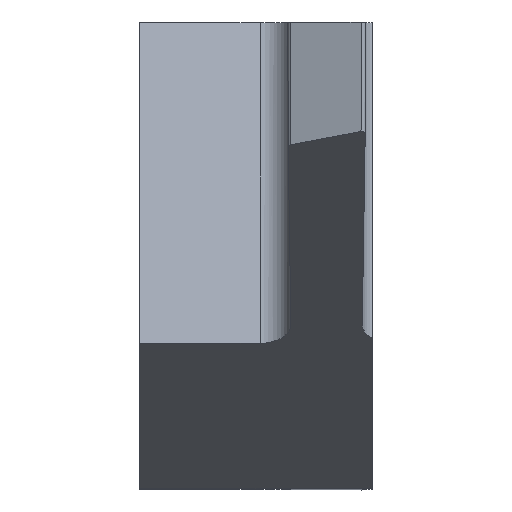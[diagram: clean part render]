
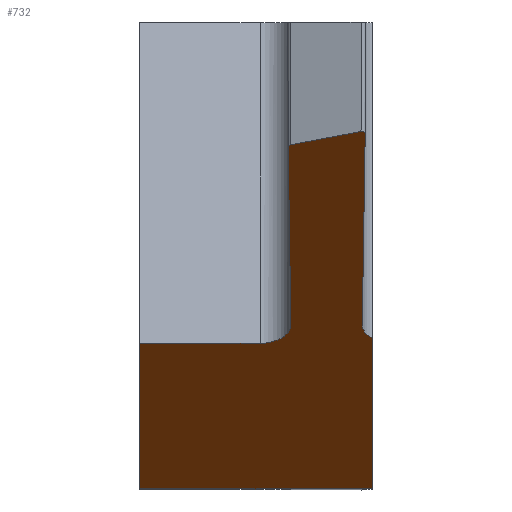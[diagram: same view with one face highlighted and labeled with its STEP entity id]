
A CAD part, top view. The second image highlights one B-rep face of the part: STEP entity #732.
In plain terms, the highlighted planar face has unit normal (0, -0.819, 0.574).
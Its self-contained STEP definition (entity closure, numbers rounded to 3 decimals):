
#2 = DIRECTION ( 'NONE',  ( 0.009, 0.574, 0.819 ) ) ;
#7 = CARTESIAN_POINT ( 'NONE',  ( 2.91, 1.824, 7.835 ) ) ;
#27 = ORIENTED_EDGE ( 'NONE', *, *, #213, .T. ) ;
#29 = EDGE_CURVE ( 'NONE', #683, #693, #55, .T. ) ;
#34 = ORIENTED_EDGE ( 'NONE', *, *, #426, .T. ) ;
#47 = VECTOR ( 'NONE', #626, 1000. ) ;
#49 = CARTESIAN_POINT ( 'NONE',  ( 1.947, 1.419, 7.257 ) ) ;
#55 = LINE ( 'NONE', #678, #406 ) ;
#56 = ORIENTED_EDGE ( 'NONE', *, *, #397, .T. ) ;
#61 = EDGE_CURVE ( 'NONE', #379, #576, #671, .T. ) ;
#63 = CARTESIAN_POINT ( 'NONE',  ( 3., 1.824, 7.835 ) ) ;
#82 = VECTOR ( 'NONE', #457, 1000. ) ;
#83 = CARTESIAN_POINT ( 'NONE',  ( 3., -1.069, 3.703 ) ) ;
#92 = ORIENTED_EDGE ( 'NONE', *, *, #360, .T. ) ;
#128 = CARTESIAN_POINT ( 'NONE',  ( 1.553, -1.131, 3.616 ) ) ;
#137 = CARTESIAN_POINT ( 'NONE',  ( 2.869, -0.889, 3.96 ) ) ;
#146 = VERTEX_POINT ( 'NONE', #83 ) ;
#163 = CARTESIAN_POINT ( 'NONE',  ( 2.869, -0.889, 3.96 ) ) ;
#168 = CARTESIAN_POINT ( 'NONE',  ( 1.914, 1.4, 7.229 ) ) ;
#187 = CARTESIAN_POINT ( 'NONE',  ( 1.952, -1.029, 3.761 ) ) ;
#210 = VERTEX_POINT ( 'NONE', #270 ) ;
#213 = EDGE_CURVE ( 'NONE', #693, #366, #518, .T. ) ;
#214 = CARTESIAN_POINT ( 'NONE',  ( 2.896, 1.585, 7.494 ) ) ;
#217 = EDGE_LOOP ( 'NONE', ( #34, #739, #27, #392, #672, #454, #56, #300, #578, #92, #277 ) ) ;
#224 = DIRECTION ( 'NONE',  ( 0., 0.819, -0.574 ) ) ;
#228 = CARTESIAN_POINT ( 'NONE',  ( 2.906, 1.568, 7.469 ) ) ;
#230 =( BOUNDED_CURVE ( )  B_SPLINE_CURVE ( 3, ( #759, #214, #529, #763 ),
 .UNSPECIFIED., .F., .F. ) 
 B_SPLINE_CURVE_WITH_KNOTS ( ( 4, 4 ),
 ( 1.968, 3.403 ),
 .UNSPECIFIED. ) 
 CURVE ( )  GEOMETRIC_REPRESENTATION_ITEM ( )  RATIONAL_B_SPLINE_CURVE ( ( 1., 0.836, 0.836, 1. ) ) 
 REPRESENTATION_ITEM ( '' )  );
#260 =( BOUNDED_CURVE ( )  B_SPLINE_CURVE ( 3, ( #49, #771, #476, #168 ),
 .UNSPECIFIED., .F., .F. ) 
 B_SPLINE_CURVE_WITH_KNOTS ( ( 4, 4 ),
 ( 3.403, 4.292 ),
 .UNSPECIFIED. ) 
 CURVE ( )  GEOMETRIC_REPRESENTATION_ITEM ( )  RATIONAL_B_SPLINE_CURVE ( ( 1., 0.935, 0.935, 1. ) ) 
 REPRESENTATION_ITEM ( '' )  );
#270 = CARTESIAN_POINT ( 'NONE',  ( 1.949, -0.889, 3.961 ) ) ;
#277 = ORIENTED_EDGE ( 'NONE', *, *, #537, .T. ) ;
#285 = PLANE ( 'NONE',  #407 ) ;
#290 = CARTESIAN_POINT ( 'NONE',  ( 1.914, 1.4, 7.229 ) ) ;
#300 = ORIENTED_EDGE ( 'NONE', *, *, #702, .T. ) ;
#302 = CARTESIAN_POINT ( 'NONE',  ( 2.852, 1.589, 7.5 ) ) ;
#303 = DIRECTION ( 'NONE',  ( -1., -0.005, -0.007 ) ) ;
#325 = VECTOR ( 'NONE', #2, 1000. ) ;
#343 = EDGE_CURVE ( 'NONE', #146, #561, #563, .T. ) ;
#359 = DIRECTION ( 'NONE',  ( -1., 0., 0. ) ) ;
#360 = EDGE_CURVE ( 'NONE', #576, #690, #260, .T. ) ;
#366 = VERTEX_POINT ( 'NONE', #594 ) ;
#368 = LINE ( 'NONE', #663, #694 ) ;
#369 = DIRECTION ( 'NONE',  ( -0.95, -0.178, -0.255 ) ) ;
#379 = VERTEX_POINT ( 'NONE', #302 ) ;
#382 = CARTESIAN_POINT ( 'NONE',  ( 1.947, 1.419, 7.257 ) ) ;
#392 = ORIENTED_EDGE ( 'NONE', *, *, #444, .F. ) ;
#397 = EDGE_CURVE ( 'NONE', #561, #709, #540, .T. ) ;
#406 = VECTOR ( 'NONE', #303, 1000. ) ;
#407 = AXIS2_PLACEMENT_3D ( 'NONE', #767, #224, #472 ) ;
#416 = VECTOR ( 'NONE', #369, 1000. ) ;
#426 = EDGE_CURVE ( 'NONE', #210, #683, #510, .T. ) ;
#427 = CARTESIAN_POINT ( 'NONE',  ( 3.107, 1.637, 7.568 ) ) ;
#439 = CARTESIAN_POINT ( 'NONE',  ( 1.908, 1.818, 7.827 ) ) ;
#444 = EDGE_CURVE ( 'NONE', #674, #366, #368, .T. ) ;
#451 = LINE ( 'NONE', #439, #47 ) ;
#454 = ORIENTED_EDGE ( 'NONE', *, *, #343, .T. ) ;
#457 = DIRECTION ( 'NONE',  ( 0., -0.574, -0.819 ) ) ;
#459 = EDGE_CURVE ( 'NONE', #146, #674, #498, .T. ) ;
#460 = CARTESIAN_POINT ( 'NONE',  ( 1.553, -1.131, 3.616 ) ) ;
#472 = DIRECTION ( 'NONE',  ( 0., 0.574, 0.819 ) ) ;
#473 = CARTESIAN_POINT ( 'NONE',  ( 2.914, -1.023, 3.77 ) ) ;
#476 = CARTESIAN_POINT ( 'NONE',  ( 1.921, 1.409, 7.243 ) ) ;
#481 = CARTESIAN_POINT ( 'NONE',  ( 1.949, -0.889, 3.961 ) ) ;
#498 = LINE ( 'NONE', #63, #777 ) ;
#510 =( BOUNDED_CURVE ( )  B_SPLINE_CURVE ( 3, ( #481, #187, #726, #128 ),
 .UNSPECIFIED., .F., .F. ) 
 B_SPLINE_CURVE_WITH_KNOTS ( ( 4, 4 ),
 ( 4.703, 6.275 ),
 .UNSPECIFIED. ) 
 CURVE ( )  GEOMETRIC_REPRESENTATION_ITEM ( )  RATIONAL_B_SPLINE_CURVE ( ( 1., 0.805, 0.805, 1. ) ) 
 REPRESENTATION_ITEM ( '' )  );
#518 = LINE ( 'NONE', #753, #82 ) ;
#523 = CARTESIAN_POINT ( 'NONE',  ( 3., -1.069, 3.703 ) ) ;
#529 = CARTESIAN_POINT ( 'NONE',  ( 2.872, 1.593, 7.505 ) ) ;
#537 = EDGE_CURVE ( 'NONE', #690, #210, #451, .T. ) ;
#540 = LINE ( 'NONE', #7, #325 ) ;
#561 = VERTEX_POINT ( 'NONE', #137 ) ;
#563 =( BOUNDED_CURVE ( )  B_SPLINE_CURVE ( 3, ( #523, #473, #588, #163 ),
 .UNSPECIFIED., .F., .F. ) 
 B_SPLINE_CURVE_WITH_KNOTS ( ( 4, 4 ),
 ( 0.736, 1.58 ),
 .UNSPECIFIED. ) 
 CURVE ( )  GEOMETRIC_REPRESENTATION_ITEM ( )  RATIONAL_B_SPLINE_CURVE ( ( 1., 0.942, 0.942, 1. ) ) 
 REPRESENTATION_ITEM ( '' )  );
#576 = VERTEX_POINT ( 'NONE', #382 ) ;
#578 = ORIENTED_EDGE ( 'NONE', *, *, #61, .T. ) ;
#583 = CARTESIAN_POINT ( 'NONE',  ( 0., -1.138, 3.605 ) ) ;
#588 = CARTESIAN_POINT ( 'NONE',  ( 2.867, -0.959, 3.861 ) ) ;
#594 = CARTESIAN_POINT ( 'NONE',  ( 0., -3., 0.946 ) ) ;
#607 = DIRECTION ( 'NONE',  ( 0., -0.574, -0.819 ) ) ;
#626 = DIRECTION ( 'NONE',  ( 0.009, -0.574, -0.819 ) ) ;
#652 = FACE_OUTER_BOUND ( 'NONE', #217, .T. ) ;
#663 = CARTESIAN_POINT ( 'NONE',  ( 3., -3., 0.946 ) ) ;
#671 = LINE ( 'NONE', #427, #416 ) ;
#672 = ORIENTED_EDGE ( 'NONE', *, *, #459, .F. ) ;
#674 = VERTEX_POINT ( 'NONE', #699 ) ;
#678 = CARTESIAN_POINT ( 'NONE',  ( 3.045, -1.123, 3.626 ) ) ;
#683 = VERTEX_POINT ( 'NONE', #460 ) ;
#690 = VERTEX_POINT ( 'NONE', #290 ) ;
#693 = VERTEX_POINT ( 'NONE', #583 ) ;
#694 = VECTOR ( 'NONE', #359, 1000. ) ;
#699 = CARTESIAN_POINT ( 'NONE',  ( 3., -3., 0.946 ) ) ;
#702 = EDGE_CURVE ( 'NONE', #709, #379, #230, .T. ) ;
#709 = VERTEX_POINT ( 'NONE', #228 ) ;
#726 = CARTESIAN_POINT ( 'NONE',  ( 1.787, -1.129, 3.617 ) ) ;
#732 = ADVANCED_FACE ( 'NONE', ( #652 ), #285, .F. ) ;
#739 = ORIENTED_EDGE ( 'NONE', *, *, #29, .T. ) ;
#753 = CARTESIAN_POINT ( 'NONE',  ( 0., 1.824, 7.835 ) ) ;
#759 = CARTESIAN_POINT ( 'NONE',  ( 2.906, 1.568, 7.469 ) ) ;
#763 = CARTESIAN_POINT ( 'NONE',  ( 2.852, 1.589, 7.5 ) ) ;
#767 = CARTESIAN_POINT ( 'NONE',  ( 3., 1.824, 7.835 ) ) ;
#771 = CARTESIAN_POINT ( 'NONE',  ( 1.932, 1.416, 7.253 ) ) ;
#777 = VECTOR ( 'NONE', #607, 1000. ) ;
